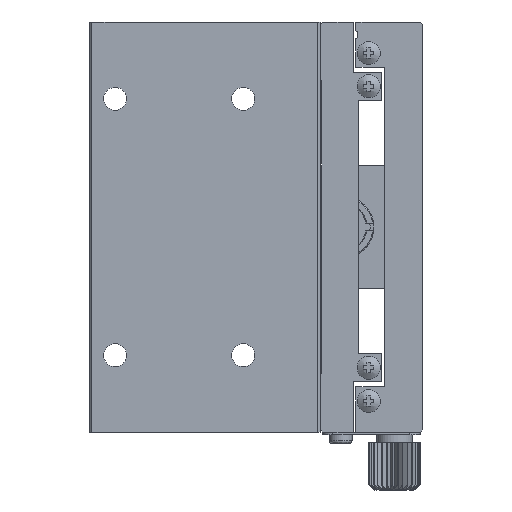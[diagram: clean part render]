
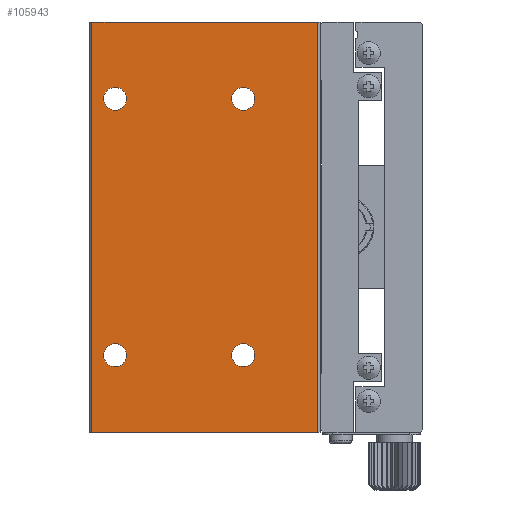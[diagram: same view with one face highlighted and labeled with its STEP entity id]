
A CAD part, front view. The second image highlights one B-rep face of the part: STEP entity #105943.
In plain terms, the highlighted planar face has unit normal (0, -1, 0).
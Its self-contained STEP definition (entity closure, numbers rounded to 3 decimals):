
#6381 = VECTOR ( 'NONE', #86728, 1000. ) ;
#6663 = LINE ( 'NONE', #99330, #67365 ) ;
#6744 = AXIS2_PLACEMENT_3D ( 'NONE', #52806, #12173, #45775 ) ;
#6764 = DIRECTION ( 'NONE',  ( 0., 0., -1. ) ) ;
#9498 = ORIENTED_EDGE ( 'NONE', *, *, #86323, .T. ) ;
#11101 = PLANE ( 'NONE',  #6744 ) ;
#12173 = DIRECTION ( 'NONE',  ( 0., -1., 0. ) ) ;
#12882 = DIRECTION ( 'NONE',  ( 1., 0., 0. ) ) ;
#14591 = EDGE_LOOP ( 'NONE', ( #104328 ) ) ;
#19729 = EDGE_CURVE ( 'NONE', #63562, #63562, #27626, .T. ) ;
#20033 = CARTESIAN_POINT ( 'NONE',  ( 0., 0., 0. ) ) ;
#20666 = CARTESIAN_POINT ( 'NONE',  ( -15., 0., -17.25 ) ) ;
#26337 = DIRECTION ( 'NONE',  ( 0., 0., -1. ) ) ;
#26579 = VERTEX_POINT ( 'NONE', #75423 ) ;
#27626 = CIRCLE ( 'NONE', #31118, 2.25 ) ;
#28846 = CARTESIAN_POINT ( 'NONE',  ( -0.5, 0., 0. ) ) ;
#31118 = AXIS2_PLACEMENT_3D ( 'NONE', #36916, #45628, #86807 ) ;
#36870 = VECTOR ( 'NONE', #12882, 1000. ) ;
#36916 = CARTESIAN_POINT ( 'NONE',  ( -40., 0., -15. ) ) ;
#39681 = DIRECTION ( 'NONE',  ( 0., 0., -1. ) ) ;
#43705 = ORIENTED_EDGE ( 'NONE', *, *, #103832, .T. ) ;
#45628 = DIRECTION ( 'NONE',  ( 0., 1., 0. ) ) ;
#45775 = DIRECTION ( 'NONE',  ( 0., 0., -1. ) ) ;
#46083 = ORIENTED_EDGE ( 'NONE', *, *, #48160, .T. ) ;
#46539 = DIRECTION ( 'NONE',  ( 0., 1., 0. ) ) ;
#46874 = CARTESIAN_POINT ( 'NONE',  ( -40., 0., -65. ) ) ;
#47026 = CARTESIAN_POINT ( 'NONE',  ( 0., 0., -80. ) ) ;
#47495 = EDGE_CURVE ( 'NONE', #62479, #62479, #61878, .T. ) ;
#48160 = EDGE_CURVE ( 'NONE', #95529, #95529, #96045, .T. ) ;
#48938 = DIRECTION ( 'NONE',  ( 0., 0., -1. ) ) ;
#49288 = AXIS2_PLACEMENT_3D ( 'NONE', #80414, #90703, #48938 ) ;
#49674 = EDGE_LOOP ( 'NONE', ( #78004, #84017, #64892, #9498 ) ) ;
#50031 = EDGE_LOOP ( 'NONE', ( #46083 ) ) ;
#52277 = FACE_BOUND ( 'NONE', #105952, .T. ) ;
#52806 = CARTESIAN_POINT ( 'NONE',  ( -44.5, 0., -80. ) ) ;
#54300 = CARTESIAN_POINT ( 'NONE',  ( -15., 0., -67.25 ) ) ;
#55954 = CARTESIAN_POINT ( 'NONE',  ( -44.5, 0., -80. ) ) ;
#56063 = DIRECTION ( 'NONE',  ( 0., 1., 0. ) ) ;
#57946 = CARTESIAN_POINT ( 'NONE',  ( -0.5, 0., -80. ) ) ;
#58852 = FACE_OUTER_BOUND ( 'NONE', #49674, .T. ) ;
#59826 = EDGE_CURVE ( 'NONE', #90993, #91588, #94884, .T. ) ;
#60440 = FACE_BOUND ( 'NONE', #67383, .T. ) ;
#61878 = CIRCLE ( 'NONE', #98244, 2.25 ) ;
#61939 = CARTESIAN_POINT ( 'NONE',  ( -40., 0., -17.25 ) ) ;
#62303 = CARTESIAN_POINT ( 'NONE',  ( -15., 0., -15. ) ) ;
#62479 = VERTEX_POINT ( 'NONE', #20666 ) ;
#62892 = EDGE_CURVE ( 'NONE', #91588, #104610, #6663, .T. ) ;
#63562 = VERTEX_POINT ( 'NONE', #61939 ) ;
#64892 = ORIENTED_EDGE ( 'NONE', *, *, #59826, .F. ) ;
#67365 = VECTOR ( 'NONE', #39681, 1000. ) ;
#67383 = EDGE_LOOP ( 'NONE', ( #73847 ) ) ;
#68133 = CARTESIAN_POINT ( 'NONE',  ( -44.5, 0., 0. ) ) ;
#69856 = LINE ( 'NONE', #47026, #36870 ) ;
#70662 = VECTOR ( 'NONE', #26337, 1000. ) ;
#73847 = ORIENTED_EDGE ( 'NONE', *, *, #47495, .T. ) ;
#75423 = CARTESIAN_POINT ( 'NONE',  ( -40., 0., -67.25 ) ) ;
#75698 = LINE ( 'NONE', #100637, #70662 ) ;
#77362 = AXIS2_PLACEMENT_3D ( 'NONE', #46874, #56063, #6764 ) ;
#78004 = ORIENTED_EDGE ( 'NONE', *, *, #96321, .T. ) ;
#80414 = CARTESIAN_POINT ( 'NONE',  ( -15., 0., -65. ) ) ;
#80831 = CIRCLE ( 'NONE', #77362, 2.25 ) ;
#84017 = ORIENTED_EDGE ( 'NONE', *, *, #62892, .F. ) ;
#84283 = FACE_BOUND ( 'NONE', #14591, .T. ) ;
#86323 = EDGE_CURVE ( 'NONE', #90993, #91711, #75698, .T. ) ;
#86728 = DIRECTION ( 'NONE',  ( 1., 0., 0. ) ) ;
#86807 = DIRECTION ( 'NONE',  ( 0., 0., -1. ) ) ;
#90703 = DIRECTION ( 'NONE',  ( 0., 1., 0. ) ) ;
#90993 = VERTEX_POINT ( 'NONE', #68133 ) ;
#91588 = VERTEX_POINT ( 'NONE', #28846 ) ;
#91711 = VERTEX_POINT ( 'NONE', #55954 ) ;
#93508 = FACE_BOUND ( 'NONE', #50031, .T. ) ;
#94884 = LINE ( 'NONE', #20033, #6381 ) ;
#95529 = VERTEX_POINT ( 'NONE', #54300 ) ;
#96045 = CIRCLE ( 'NONE', #49288, 2.25 ) ;
#96321 = EDGE_CURVE ( 'NONE', #91711, #104610, #69856, .T. ) ;
#96947 = DIRECTION ( 'NONE',  ( 0., 0., -1. ) ) ;
#98244 = AXIS2_PLACEMENT_3D ( 'NONE', #62303, #46539, #96947 ) ;
#99330 = CARTESIAN_POINT ( 'NONE',  ( -0.5, 0., -80. ) ) ;
#100637 = CARTESIAN_POINT ( 'NONE',  ( -44.5, 0., -80. ) ) ;
#103832 = EDGE_CURVE ( 'NONE', #26579, #26579, #80831, .T. ) ;
#104328 = ORIENTED_EDGE ( 'NONE', *, *, #19729, .T. ) ;
#104610 = VERTEX_POINT ( 'NONE', #57946 ) ;
#105943 = ADVANCED_FACE ( 'NONE', ( #58852, #60440, #93508, #52277, #84283 ), #11101, .T. ) ;
#105952 = EDGE_LOOP ( 'NONE', ( #43705 ) ) ;
